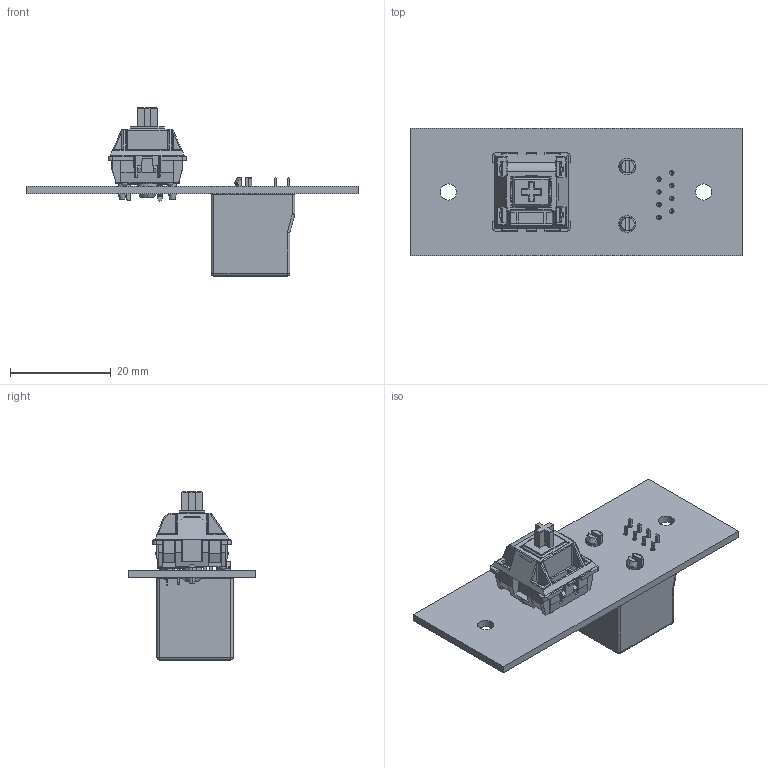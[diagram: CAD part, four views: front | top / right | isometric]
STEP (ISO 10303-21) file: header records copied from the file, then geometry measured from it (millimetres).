
FILE_DESCRIPTION(('KiCad electronic assembly'),'2;1');
FILE_NAME('front_panel_desk_mount.step','2025-06-11T20:16:28',('Pcbnew') ,('Kicad'),'Open CASCADE STEP processor 7.8','KiCad to STEP converter' ,'Unknown');
FILE_SCHEMA(('AUTOMOTIVE_DESIGN { 1 0 10303 214 1 1 1 1 }'));
Length unit declared in the file: millimetre
Products named in the file (4): front_panel_desk_mount 1; SW_Cherry_MX_PCB; A-2014-2-4-N-T-R; front_panel_desk_mount_PCB
Assembly tree (3 placements, depth 2):
  front_panel_desk_mount 1
    SW_Cherry_MX_PCB
    A-2014-2-4-N-T-R
    front_panel_desk_mount_PCB
Bounding box: 66.04 x 25.4 x 33.42 mm (x, y, z)
Volume: 6020.1 mm3; surface area: 9378.1 mm2
Topology: 25 solids, 25 shells, 1242 faces, 3237 edges, 2055 vertices
Faces by surface type: plane 831, cylinder 293, torus 40, bspline 32, sphere 30, cone 16
Full cylindrical faces by diameter (mm): 0.9 x8, 1.5 x2, 1.75 x2, 3.2 x2, 3.3 x2, 4 x1
Entity records: 55474 total; most frequent: CARTESIAN_POINT 16439, ORIENTED_EDGE 6458, DIRECTION 5971, EDGE_CURVE 3229, LINE 2485, VECTOR 2485, VERTEX_POINT 2055, AXIS2_PLACEMENT_3D 1743
